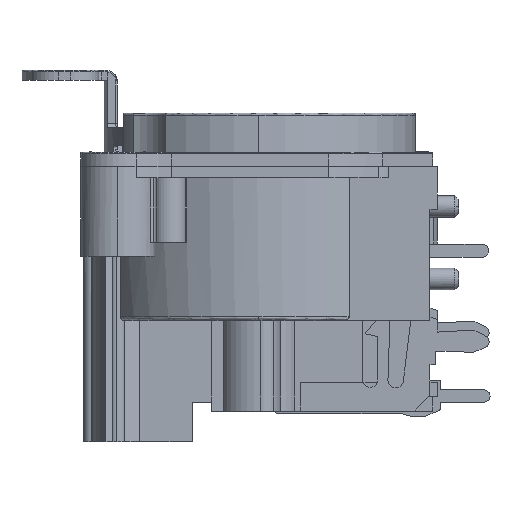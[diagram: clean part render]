
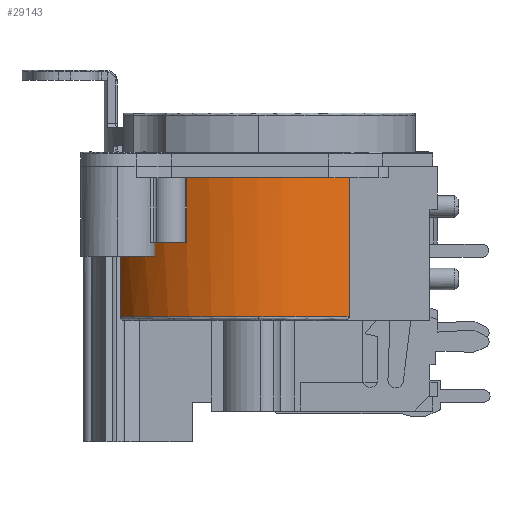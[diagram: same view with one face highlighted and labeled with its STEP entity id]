
A CAD part, left-side view. The second image highlights one B-rep face of the part: STEP entity #29143.
In plain terms, the highlighted cylindrical face has radius 11 mm (diameter 22 mm), a partial arc.
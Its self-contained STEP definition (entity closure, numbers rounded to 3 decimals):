
#661 = VECTOR ( 'NONE', #20648, 1000. ) ;
#674 = AXIS2_PLACEMENT_3D ( 'NONE', #20640, #20641, #20642 ) ;
#695 = AXIS2_PLACEMENT_3D ( 'NONE', #20604, #20605, #20606 ) ;
#2010 = AXIS2_PLACEMENT_3D ( 'NONE', #20327, #20328, #20329 ) ;
#2012 = VECTOR ( 'NONE', #20318, 1000. ) ;
#2029 = AXIS2_PLACEMENT_3D ( 'NONE', #20412, #20413, #20414 ) ;
#2031 = VECTOR ( 'NONE', #20389, 1000. ) ;
#3843 = CARTESIAN_POINT ( 'NONE',  ( 9.771, 5.052, 0.8 ) ) ;
#3847 = CARTESIAN_POINT ( 'NONE',  ( 9.771, 5.052, 5.3 ) ) ;
#3854 = CARTESIAN_POINT ( 'NONE',  ( 6.019, 9.207, 5.3 ) ) ;
#3907 = CARTESIAN_POINT ( 'NONE',  ( 9., -6.325, 10.55 ) ) ;
#3915 = CARTESIAN_POINT ( 'NONE',  ( 9., -6.325, 0.8 ) ) ;
#6152 = VERTEX_POINT ( 'NONE', #8273 ) ;
#6631 = ORIENTED_EDGE ( 'NONE', *, *, #29801, .T. ) ;
#6633 = ORIENTED_EDGE ( 'NONE', *, *, #35425, .T. ) ;
#6634 = ORIENTED_EDGE ( 'NONE', *, *, #29807, .T. ) ;
#6635 = ORIENTED_EDGE ( 'NONE', *, *, #35558, .T. ) ;
#6636 = ORIENTED_EDGE ( 'NONE', *, *, #17811, .T. ) ;
#6637 = ORIENTED_EDGE ( 'NONE', *, *, #17852, .F. ) ;
#6638 = ORIENTED_EDGE ( 'NONE', *, *, #29785, .T. ) ;
#6639 = ORIENTED_EDGE ( 'NONE', *, *, #17847, .T. ) ;
#6640 = ORIENTED_EDGE ( 'NONE', *, *, #29781, .T. ) ;
#6977 = EDGE_LOOP ( 'NONE', ( #6631, #6634, #6635, #6633, #6636, #6637, #6639, #6640, #6638 ) ) ;
#8273 = CARTESIAN_POINT ( 'NONE',  ( 6.019, 9.207, 0.8 ) ) ;
#8925 = CARTESIAN_POINT ( 'NONE',  ( 0., 0., 10.8 ) ) ;
#8927 = DIRECTION ( 'NONE',  ( 0., 0., -1. ) ) ;
#8928 = DIRECTION ( 'NONE',  ( -1., 0., 0. ) ) ;
#9167 = VERTEX_POINT ( 'NONE', #27137 ) ;
#9168 = VERTEX_POINT ( 'NONE', #27138 ) ;
#9285 = VERTEX_POINT ( 'NONE', #32339 ) ;
#9334 = AXIS2_PLACEMENT_3D ( 'NONE', #8925, #8927, #8928 ) ;
#9349 = FACE_OUTER_BOUND ( 'NONE', #6977, .T. ) ;
#9355 = CYLINDRICAL_SURFACE ( 'NONE', #9334, 11. ) ;
#9886 = AXIS2_PLACEMENT_3D ( 'NONE', #24666, #24667, #24668 ) ;
#10009 = VECTOR ( 'NONE', #24960, 1000. ) ;
#12711 = VERTEX_POINT ( 'NONE', #3843 ) ;
#12715 = VERTEX_POINT ( 'NONE', #3847 ) ;
#12722 = VERTEX_POINT ( 'NONE', #3854 ) ;
#12775 = VERTEX_POINT ( 'NONE', #3907 ) ;
#12783 = VERTEX_POINT ( 'NONE', #3915 ) ;
#17811 = EDGE_CURVE ( 'NONE', #9167, #12775, #30815, .T. ) ;
#17847 = EDGE_CURVE ( 'NONE', #12783, #12711, #30829, .T. ) ;
#17852 = EDGE_CURVE ( 'NONE', #12783, #12775, #20646, .T. ) ;
#20316 = LINE ( 'NONE', #20317, #2012 ) ;
#20317 = CARTESIAN_POINT ( 'NONE',  ( 9.771, 5.052, 10.8 ) ) ;
#20318 = DIRECTION ( 'NONE',  ( 0., 0., 1. ) ) ;
#20327 = CARTESIAN_POINT ( 'NONE',  ( 0., 0., 5.3 ) ) ;
#20328 = DIRECTION ( 'NONE',  ( 0., 0., 1. ) ) ;
#20329 = DIRECTION ( 'NONE',  ( -1., 0., 0. ) ) ;
#20387 = LINE ( 'NONE', #20388, #2031 ) ;
#20388 = CARTESIAN_POINT ( 'NONE',  ( 6.019, 9.207, 10.8 ) ) ;
#20389 = DIRECTION ( 'NONE',  ( 0., 0., -1. ) ) ;
#20412 = CARTESIAN_POINT ( 'NONE',  ( 0., 0., 0.8 ) ) ;
#20413 = DIRECTION ( 'NONE',  ( 0., 0., 1. ) ) ;
#20414 = DIRECTION ( 'NONE',  ( -1., 0., 0. ) ) ;
#20604 = CARTESIAN_POINT ( 'NONE',  ( 0., 0., 10.55 ) ) ;
#20605 = DIRECTION ( 'NONE',  ( 0., 0., -1. ) ) ;
#20606 = DIRECTION ( 'NONE',  ( -1., 0., 0. ) ) ;
#20640 = CARTESIAN_POINT ( 'NONE',  ( 0., 0., 0.8 ) ) ;
#20641 = DIRECTION ( 'NONE',  ( 0., 0., 1. ) ) ;
#20642 = DIRECTION ( 'NONE',  ( -1., 0., 0. ) ) ;
#20646 = LINE ( 'NONE', #20647, #661 ) ;
#20647 = CARTESIAN_POINT ( 'NONE',  ( 9., -6.325, 0. ) ) ;
#20648 = DIRECTION ( 'NONE',  ( 0., 0., 1. ) ) ;
#23189 = CIRCLE ( 'NONE', #9886, 11. ) ;
#24666 = CARTESIAN_POINT ( 'NONE',  ( 0., 0., 10.55 ) ) ;
#24667 = DIRECTION ( 'NONE',  ( 0., 0., -1. ) ) ;
#24668 = DIRECTION ( 'NONE',  ( -1., 0., 0. ) ) ;
#24958 = LINE ( 'NONE', #24959, #10009 ) ;
#24959 = CARTESIAN_POINT ( 'NONE',  ( 5.174, 9.707, 10.8 ) ) ;
#24960 = DIRECTION ( 'NONE',  ( 0., 0., 1. ) ) ;
#27137 = CARTESIAN_POINT ( 'NONE',  ( 11., 0., 10.55 ) ) ;
#27138 = CARTESIAN_POINT ( 'NONE',  ( 5.174, 9.707, 10.55 ) ) ;
#29143 = ADVANCED_FACE ( 'NONE', ( #9349 ), #9355, .T. ) ;
#29781 = EDGE_CURVE ( 'NONE', #12711, #12715, #20316, .T. ) ;
#29785 = EDGE_CURVE ( 'NONE', #12715, #12722, #31956, .T. ) ;
#29801 = EDGE_CURVE ( 'NONE', #12722, #6152, #20387, .T. ) ;
#29807 = EDGE_CURVE ( 'NONE', #6152, #9285, #31971, .T. ) ;
#30815 = CIRCLE ( 'NONE', #695, 11. ) ;
#30829 = CIRCLE ( 'NONE', #674, 11. ) ;
#31956 = CIRCLE ( 'NONE', #2010, 11. ) ;
#31971 = CIRCLE ( 'NONE', #2029, 11. ) ;
#32339 = CARTESIAN_POINT ( 'NONE',  ( 5.174, 9.707, 0.8 ) ) ;
#35425 = EDGE_CURVE ( 'NONE', #9168, #9167, #23189, .T. ) ;
#35558 = EDGE_CURVE ( 'NONE', #9285, #9168, #24958, .T. ) ;
